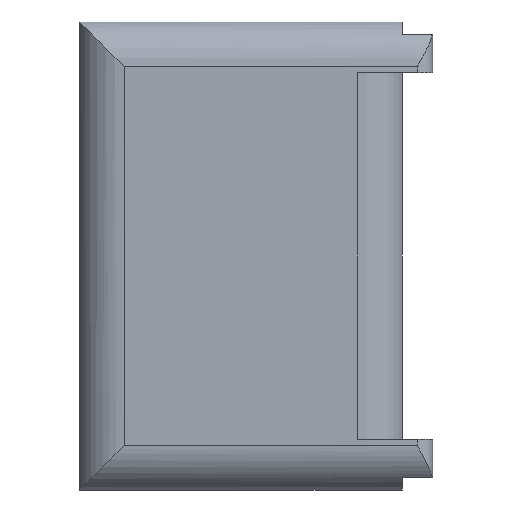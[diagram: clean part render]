
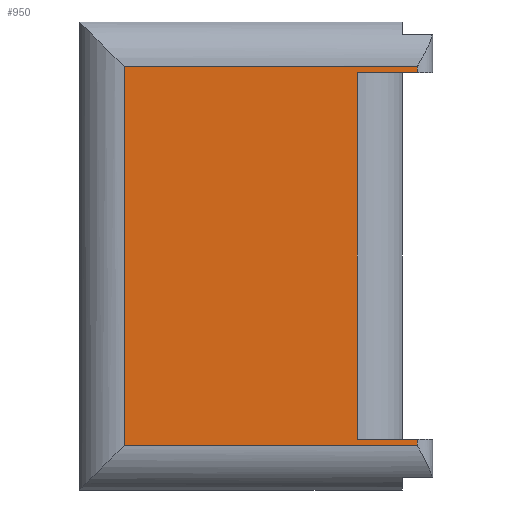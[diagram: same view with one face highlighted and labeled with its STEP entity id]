
A CAD part, front view. The second image highlights one B-rep face of the part: STEP entity #950.
In plain terms, the highlighted planar face has unit normal (0, -1, 0).
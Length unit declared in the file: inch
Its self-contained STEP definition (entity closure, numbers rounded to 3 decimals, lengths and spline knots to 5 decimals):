
#11 = CARTESIAN_POINT ( 'NONE',  ( -5.25075, -0.86413, 0.08957 ) ) ;
#17 = DIRECTION ( 'NONE',  ( -1., 0., 0. ) ) ;
#31 = CARTESIAN_POINT ( 'NONE',  ( -0.01575, -0.86413, -6.2665 ) ) ;
#37 = DIRECTION ( 'NONE',  ( 0., 0., -1. ) ) ;
#50 = VECTOR ( 'NONE', #37, 39.37008 ) ;
#60 = LINE ( 'NONE', #31, #1162 ) ;
#77 = VERTEX_POINT ( 'NONE', #1009 ) ;
#80 = EDGE_CURVE ( 'NONE', #77, #338, #751, .T. ) ;
#102 = EDGE_CURVE ( 'NONE', #1059, #681, #295, .T. ) ;
#106 = DIRECTION ( 'NONE',  ( -1., 0., 0. ) ) ;
#116 = VECTOR ( 'NONE', #901, 39.37008 ) ;
#179 = CARTESIAN_POINT ( 'NONE',  ( -0.01575, -0.86413, 0.585 ) ) ;
#227 = LINE ( 'NONE', #1115, #660 ) ;
#232 = EDGE_CURVE ( 'NONE', #726, #1110, #60, .T. ) ;
#280 = CARTESIAN_POINT ( 'NONE',  ( -0.01575, -0.86413, 0. ) ) ;
#293 = CARTESIAN_POINT ( 'NONE',  ( -0.01575, -0.86413, -5.6815 ) ) ;
#295 = LINE ( 'NONE', #648, #50 ) ;
#316 = EDGE_LOOP ( 'NONE', ( #541, #321, #927, #649, #516, #436, #582, #1067 ) ) ;
#321 = ORIENTED_EDGE ( 'NONE', *, *, #1030, .T. ) ;
#338 = VERTEX_POINT ( 'NONE', #1065 ) ;
#357 = EDGE_CURVE ( 'NONE', #997, #875, #525, .T. ) ;
#359 = VECTOR ( 'NONE', #460, 39.37008 ) ;
#363 = CARTESIAN_POINT ( 'NONE',  ( -4.55607, -0.86413, 0.08957 ) ) ;
#393 = CARTESIAN_POINT ( 'NONE',  ( -0.01575, -0.86413, 0.585 ) ) ;
#399 = EDGE_CURVE ( 'NONE', #338, #875, #819, .T. ) ;
#425 = DIRECTION ( 'NONE',  ( 1., 0., 0. ) ) ;
#436 = ORIENTED_EDGE ( 'NONE', *, *, #1122, .T. ) ;
#441 = PLANE ( 'NONE',  #669 ) ;
#460 = DIRECTION ( 'NONE',  ( -1., 0., 0. ) ) ;
#516 = ORIENTED_EDGE ( 'NONE', *, *, #232, .T. ) ;
#519 = VECTOR ( 'NONE', #17, 39.37008 ) ;
#525 = LINE ( 'NONE', #976, #116 ) ;
#534 = VECTOR ( 'NONE', #106, 39.37008 ) ;
#540 = VECTOR ( 'NONE', #1018, 39.37008 ) ;
#541 = ORIENTED_EDGE ( 'NONE', *, *, #80, .F. ) ;
#582 = ORIENTED_EDGE ( 'NONE', *, *, #357, .T. ) ;
#641 = EDGE_CURVE ( 'NONE', #681, #726, #227, .T. ) ;
#648 = CARTESIAN_POINT ( 'NONE',  ( -4.55607, -0.86413, -6.46575 ) ) ;
#649 = ORIENTED_EDGE ( 'NONE', *, *, #641, .T. ) ;
#660 = VECTOR ( 'NONE', #425, 39.37008 ) ;
#669 = AXIS2_PLACEMENT_3D ( 'NONE', #179, #714, #899 ) ;
#681 = VERTEX_POINT ( 'NONE', #1028 ) ;
#705 = CARTESIAN_POINT ( 'NONE',  ( -0.94542, -0.86413, 0. ) ) ;
#714 = DIRECTION ( 'NONE',  ( 0., -1., 0. ) ) ;
#726 = VERTEX_POINT ( 'NONE', #877 ) ;
#751 = LINE ( 'NONE', #393, #540 ) ;
#777 = DIRECTION ( 'NONE',  ( 0., 0., 1. ) ) ;
#802 = FACE_OUTER_BOUND ( 'NONE', #316, .T. ) ;
#806 = CARTESIAN_POINT ( 'NONE',  ( -0.94542, -0.86413, -5.6815 ) ) ;
#813 = CARTESIAN_POINT ( 'NONE',  ( -0.01575, -0.86413, -5.6815 ) ) ;
#819 = LINE ( 'NONE', #280, #519 ) ;
#875 = VERTEX_POINT ( 'NONE', #705 ) ;
#877 = CARTESIAN_POINT ( 'NONE',  ( -0.01575, -0.86413, -5.77107 ) ) ;
#899 = DIRECTION ( 'NONE',  ( 0., 0., -1. ) ) ;
#901 = DIRECTION ( 'NONE',  ( 0., 0., 1. ) ) ;
#925 = LINE ( 'NONE', #813, #534 ) ;
#927 = ORIENTED_EDGE ( 'NONE', *, *, #102, .T. ) ;
#950 = ADVANCED_FACE ( 'NONE', ( #802 ), #441, .T. ) ;
#976 = CARTESIAN_POINT ( 'NONE',  ( -0.94542, -0.86413, 0. ) ) ;
#997 = VERTEX_POINT ( 'NONE', #806 ) ;
#1000 = LINE ( 'NONE', #11, #359 ) ;
#1009 = CARTESIAN_POINT ( 'NONE',  ( -0.01575, -0.86413, 0.08957 ) ) ;
#1018 = DIRECTION ( 'NONE',  ( 0., 0., -1. ) ) ;
#1028 = CARTESIAN_POINT ( 'NONE',  ( -4.55607, -0.86413, -5.77107 ) ) ;
#1030 = EDGE_CURVE ( 'NONE', #77, #1059, #1000, .T. ) ;
#1059 = VERTEX_POINT ( 'NONE', #363 ) ;
#1065 = CARTESIAN_POINT ( 'NONE',  ( -0.01575, -0.86413, 0. ) ) ;
#1067 = ORIENTED_EDGE ( 'NONE', *, *, #399, .F. ) ;
#1110 = VERTEX_POINT ( 'NONE', #293 ) ;
#1115 = CARTESIAN_POINT ( 'NONE',  ( -0.25075, -0.86413, -5.77107 ) ) ;
#1122 = EDGE_CURVE ( 'NONE', #1110, #997, #925, .T. ) ;
#1162 = VECTOR ( 'NONE', #777, 39.37008 ) ;
